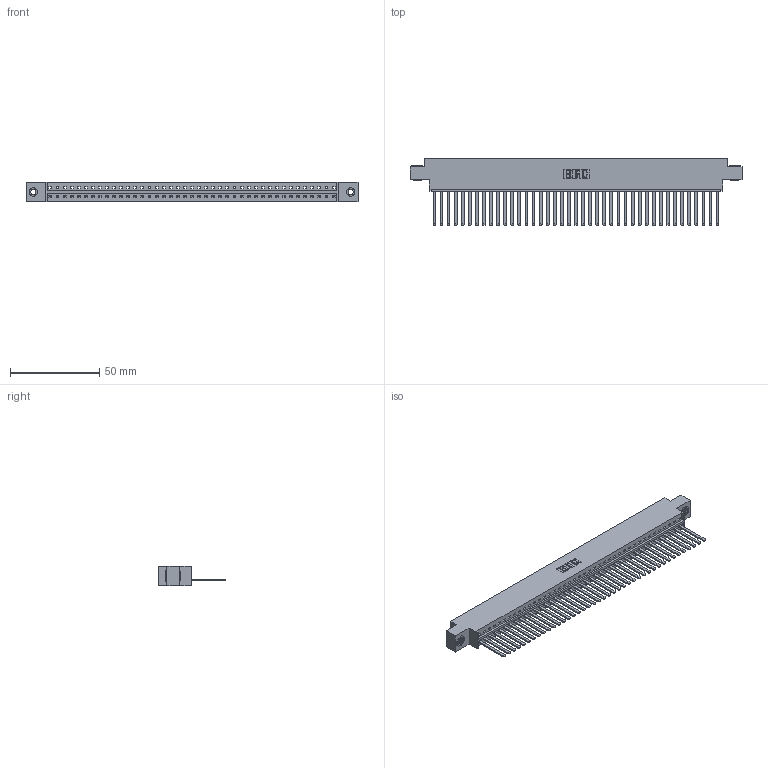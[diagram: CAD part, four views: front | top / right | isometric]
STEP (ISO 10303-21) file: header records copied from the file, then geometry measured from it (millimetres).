
FILE_DESCRIPTION (( 'STEP AP203' ), '1' );
FILE_NAME ('336-041-541-603.STEP', '2020-08-07T23:27:15', ( '' ), ( '' ), 'SwSTEP 2.0', 'SolidWorks 2020', '' );
FILE_SCHEMA (( 'CONFIG_CONTROL_DESIGN' ));
Length unit declared in the file: inch
Products named in the file (4): 336-290-001_336-290-541; 345-250-002_345-250-002-102; 336 Part_Offset - .156 Dia - TH; 336-041-541-603
Assembly tree (44 placements, depth 2):
  336-041-541-603
    336 Part_Offset - .156 Dia - TH
    336-290-001_336-290-541  x41
    345-250-002_345-250-002-102  x2
Bounding box: 185.85 x 37.34 x 11.1 mm (x, y, z)
Volume: 27068.9 mm3; surface area: 29762.4 mm2
Topology: 44 solids, 44 shells, 2206 faces, 6713 edges, 4444 vertices
Faces by surface type: plane 1478, cylinder 720, cone 8
Entity records: 31107 total; most frequent: CARTESIAN_POINT 5479, ORIENTED_EDGE 5350, DIRECTION 4551, EDGE_CURVE 2675, LINE 2519, VECTOR 2519, VERTEX_POINT 1780, AXIS2_PLACEMENT_3D 1016
